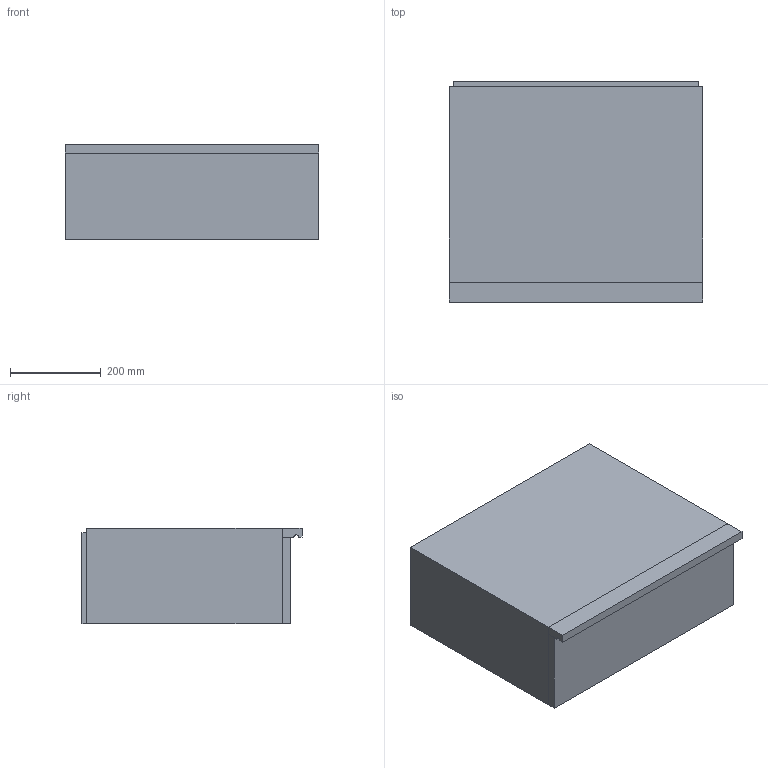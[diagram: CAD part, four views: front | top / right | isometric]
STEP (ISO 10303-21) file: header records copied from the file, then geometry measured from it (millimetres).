
FILE_DESCRIPTION(/* description */ (''),/* implementation_level */ '2;1');
FILE_NAME(/* name */ 'Wall_Drawer_CB-32_3D',/* time_stamp */ '2023-10-06T13:50:51+02:00',/* author */ (''),/* organization */ (''),/* preprocessor_version */ 'ST-DEVELOPER v16.5',/* originating_system */ 'Rhino 7.31',/* authorisation */ '');
FILE_SCHEMA (('AUTOMOTIVE_DESIGN'));
Length unit declared in the file: centimetre
Products named in the file (2): Document; Wall_Drawer_CB-32
Assembly tree (1 placements, depth 2):
  Document
    Wall_Drawer_CB-32
Bounding box: 560 x 486 x 210 mm (x, y, z)
Surface area: 2915492.6 mm2 (no closed solid volume)
Topology: 0 solids, 130 shells, 130 faces, 580 edges, 580 vertices
Faces by surface type: plane 121, cylinder 9
Entity records: 6461 total; most frequent: CARTESIAN_POINT 1930, ORIENTED_EDGE 580, EDGE_CURVE 580, VERTEX_POINT 580, B_SPLINE_CURVE_WITH_KNOTS 526, DIRECTION 138, EDGE_LOOP 134, AXIS2_PLACEMENT_3D 134
